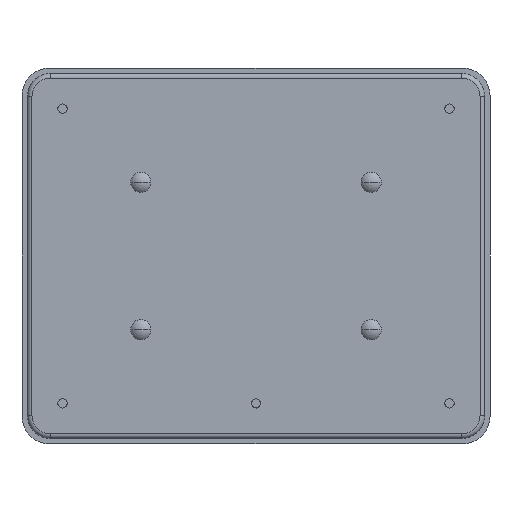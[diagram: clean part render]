
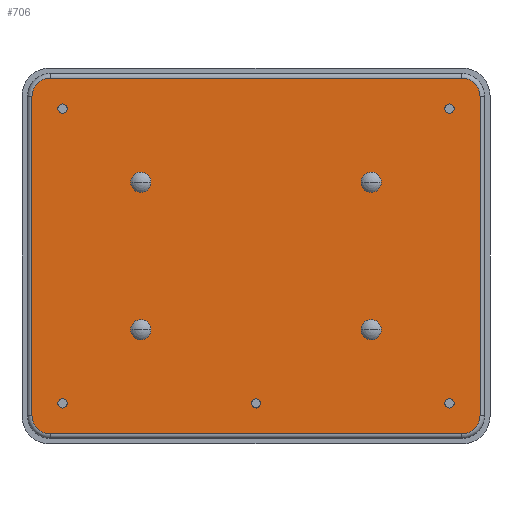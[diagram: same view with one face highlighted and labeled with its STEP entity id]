
A CAD part, front view. The second image highlights one B-rep face of the part: STEP entity #706.
In plain terms, the highlighted planar face has unit normal (0, -1, 0).
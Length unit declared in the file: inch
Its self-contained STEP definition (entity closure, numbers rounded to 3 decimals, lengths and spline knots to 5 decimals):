
#1=CARTESIAN_POINT('',(-0.87874,0.,0.68189));
#2=DIRECTION('',(0.,-1.,0.));
#3=DIRECTION('',(0.,0.,1.));
#4=AXIS2_PLACEMENT_3D('',#1,#2,#3);
#6=DIRECTION('',(-1.,0.,0.));
#7=VECTOR('',#6,1.75748);
#8=CARTESIAN_POINT('',(0.87874,0.,0.76063));
#9=LINE('',#8,#7);
#10=CARTESIAN_POINT('',(0.87874,0.,0.68189));
#11=DIRECTION('',(0.,-1.,0.));
#12=DIRECTION('',(1.,0.,0.));
#13=AXIS2_PLACEMENT_3D('',#10,#11,#12);
#15=DIRECTION('',(0.,0.,1.));
#16=VECTOR('',#15,1.36378);
#17=CARTESIAN_POINT('',(0.95748,0.,-0.68189));
#18=LINE('',#17,#16);
#19=CARTESIAN_POINT('',(0.87874,0.,-0.68189));
#20=DIRECTION('',(0.,-1.,0.));
#21=DIRECTION('',(0.,0.,-1.));
#22=AXIS2_PLACEMENT_3D('',#19,#20,#21);
#24=DIRECTION('',(1.,0.,0.));
#25=VECTOR('',#24,1.75748);
#26=CARTESIAN_POINT('',(-0.87874,0.,-0.76063));
#27=LINE('',#26,#25);
#28=CARTESIAN_POINT('',(-0.87874,0.,-0.68189));
#29=DIRECTION('',(0.,-1.,0.));
#30=DIRECTION('',(-1.,0.,0.));
#31=AXIS2_PLACEMENT_3D('',#28,#29,#30);
#33=DIRECTION('',(0.,0.,-1.));
#34=VECTOR('',#33,1.36378);
#35=CARTESIAN_POINT('',(-0.95748,0.,0.68189));
#36=LINE('',#35,#34);
#37=CARTESIAN_POINT('',(-0.49213,0.,-0.31496));
#38=DIRECTION('',(0.,-1.,0.));
#39=DIRECTION('',(-1.,0.,0.));
#40=AXIS2_PLACEMENT_3D('',#37,#38,#39);
#42=CARTESIAN_POINT('',(-0.49213,0.,-0.31496));
#43=DIRECTION('',(0.,-1.,0.));
#44=DIRECTION('',(1.,0.,0.));
#45=AXIS2_PLACEMENT_3D('',#42,#43,#44);
#47=CARTESIAN_POINT('',(-0.49213,0.,0.31496));
#48=DIRECTION('',(0.,1.,0.));
#49=DIRECTION('',(-1.,0.,0.));
#50=AXIS2_PLACEMENT_3D('',#47,#48,#49);
#52=CARTESIAN_POINT('',(-0.49213,0.,0.31496));
#53=DIRECTION('',(0.,1.,0.));
#54=DIRECTION('',(1.,0.,0.));
#55=AXIS2_PLACEMENT_3D('',#52,#53,#54);
#57=CARTESIAN_POINT('',(0.49213,0.,-0.31496));
#58=DIRECTION('',(0.,1.,0.));
#59=DIRECTION('',(1.,0.,0.));
#60=AXIS2_PLACEMENT_3D('',#57,#58,#59);
#62=CARTESIAN_POINT('',(0.49213,0.,-0.31496));
#63=DIRECTION('',(0.,1.,0.));
#64=DIRECTION('',(-1.,0.,0.));
#65=AXIS2_PLACEMENT_3D('',#62,#63,#64);
#67=CARTESIAN_POINT('',(0.49213,0.,0.31496));
#68=DIRECTION('',(0.,-1.,0.));
#69=DIRECTION('',(1.,0.,0.));
#70=AXIS2_PLACEMENT_3D('',#67,#68,#69);
#72=CARTESIAN_POINT('',(0.49213,0.,0.31496));
#73=DIRECTION('',(0.,-1.,0.));
#74=DIRECTION('',(-1.,0.,0.));
#75=AXIS2_PLACEMENT_3D('',#72,#73,#74);
#313=CARTESIAN_POINT('',(-0.82677,0.,-0.62992));
#314=DIRECTION('',(0.,1.,0.));
#315=DIRECTION('',(1.,0.,0.));
#316=AXIS2_PLACEMENT_3D('',#313,#314,#315);
#322=CARTESIAN_POINT('',(-0.82677,0.,-0.62992));
#323=DIRECTION('',(0.,1.,0.));
#324=DIRECTION('',(-1.,0.,0.));
#325=AXIS2_PLACEMENT_3D('',#322,#323,#324);
#341=CARTESIAN_POINT('',(-0.82677,0.,0.62992));
#342=DIRECTION('',(0.,1.,0.));
#343=DIRECTION('',(1.,0.,0.));
#344=AXIS2_PLACEMENT_3D('',#341,#342,#343);
#350=CARTESIAN_POINT('',(-0.82677,0.,0.62992));
#351=DIRECTION('',(0.,1.,0.));
#352=DIRECTION('',(-1.,0.,0.));
#353=AXIS2_PLACEMENT_3D('',#350,#351,#352);
#369=CARTESIAN_POINT('',(0.82677,0.,0.62992));
#370=DIRECTION('',(0.,1.,0.));
#371=DIRECTION('',(1.,0.,0.));
#372=AXIS2_PLACEMENT_3D('',#369,#370,#371);
#378=CARTESIAN_POINT('',(0.82677,0.,0.62992));
#379=DIRECTION('',(0.,1.,0.));
#380=DIRECTION('',(-1.,0.,0.));
#381=AXIS2_PLACEMENT_3D('',#378,#379,#380);
#397=CARTESIAN_POINT('',(0.,0.,-0.62992));
#398=DIRECTION('',(0.,1.,0.));
#399=DIRECTION('',(1.,0.,0.));
#400=AXIS2_PLACEMENT_3D('',#397,#398,#399);
#406=CARTESIAN_POINT('',(0.,0.,-0.62992));
#407=DIRECTION('',(0.,1.,0.));
#408=DIRECTION('',(-1.,0.,0.));
#409=AXIS2_PLACEMENT_3D('',#406,#407,#408);
#425=CARTESIAN_POINT('',(0.82677,0.,-0.62992));
#426=DIRECTION('',(0.,1.,0.));
#427=DIRECTION('',(1.,0.,0.));
#428=AXIS2_PLACEMENT_3D('',#425,#426,#427);
#434=CARTESIAN_POINT('',(0.82677,0.,-0.62992));
#435=DIRECTION('',(0.,1.,0.));
#436=DIRECTION('',(-1.,0.,0.));
#437=AXIS2_PLACEMENT_3D('',#434,#435,#436);
#493=CARTESIAN_POINT('',(-0.87874,0.,0.76063));
#494=CARTESIAN_POINT('',(-0.95748,0.,0.68189));
#495=VERTEX_POINT('',#493);
#496=VERTEX_POINT('',#494);
#497=CARTESIAN_POINT('',(-0.95748,0.,-0.68189));
#498=VERTEX_POINT('',#497);
#499=CARTESIAN_POINT('',(-0.87874,0.,-0.76063));
#500=VERTEX_POINT('',#499);
#501=CARTESIAN_POINT('',(0.87874,0.,-0.76063));
#502=VERTEX_POINT('',#501);
#503=CARTESIAN_POINT('',(0.95748,0.,-0.68189));
#504=VERTEX_POINT('',#503);
#505=CARTESIAN_POINT('',(0.95748,0.,0.68189));
#506=VERTEX_POINT('',#505);
#507=CARTESIAN_POINT('',(0.87874,0.,0.76063));
#508=VERTEX_POINT('',#507);
#509=CARTESIAN_POINT('',(-0.53543,0.,-0.31496));
#510=CARTESIAN_POINT('',(-0.44882,0.,-0.31496));
#511=VERTEX_POINT('',#509);
#512=VERTEX_POINT('',#510);
#516=CARTESIAN_POINT('',(-0.53543,0.,0.31496));
#518=VERTEX_POINT('',#516);
#519=CARTESIAN_POINT('',(-0.44882,0.,0.31496));
#520=VERTEX_POINT('',#519);
#522=CARTESIAN_POINT('',(0.53543,0.,-0.31496));
#524=VERTEX_POINT('',#522);
#525=CARTESIAN_POINT('',(0.44882,0.,-0.31496));
#526=VERTEX_POINT('',#525);
#528=CARTESIAN_POINT('',(0.53543,0.,0.31496));
#530=VERTEX_POINT('',#528);
#531=CARTESIAN_POINT('',(0.44882,0.,0.31496));
#532=VERTEX_POINT('',#531);
#593=CARTESIAN_POINT('',(0.01969,0.,-0.62992));
#594=CARTESIAN_POINT('',(-0.01969,0.,-0.62992));
#595=VERTEX_POINT('',#593);
#596=VERTEX_POINT('',#594);
#597=CARTESIAN_POINT('',(-0.80709,0.,-0.62992));
#598=CARTESIAN_POINT('',(-0.84646,0.,-0.62992));
#599=VERTEX_POINT('',#597);
#600=VERTEX_POINT('',#598);
#601=CARTESIAN_POINT('',(0.84646,0.,-0.62992));
#602=CARTESIAN_POINT('',(0.80709,0.,-0.62992));
#603=VERTEX_POINT('',#601);
#604=VERTEX_POINT('',#602);
#605=CARTESIAN_POINT('',(0.84646,0.,0.62992));
#606=CARTESIAN_POINT('',(0.80709,0.,0.62992));
#607=VERTEX_POINT('',#605);
#608=VERTEX_POINT('',#606);
#609=CARTESIAN_POINT('',(-0.80709,0.,0.62992));
#610=CARTESIAN_POINT('',(-0.84646,0.,0.62992));
#611=VERTEX_POINT('',#609);
#612=VERTEX_POINT('',#610);
#629=CARTESIAN_POINT('',(0.,0.,0.));
#630=DIRECTION('',(0.,1.,0.));
#631=DIRECTION('',(1.,0.,0.));
#632=AXIS2_PLACEMENT_3D('',#629,#630,#631);
#633=PLANE('',#632);
#635=ORIENTED_EDGE('',*,*,#634,.F.);
#637=ORIENTED_EDGE('',*,*,#636,.F.);
#639=ORIENTED_EDGE('',*,*,#638,.F.);
#641=ORIENTED_EDGE('',*,*,#640,.F.);
#643=ORIENTED_EDGE('',*,*,#642,.F.);
#645=ORIENTED_EDGE('',*,*,#644,.F.);
#647=ORIENTED_EDGE('',*,*,#646,.F.);
#649=ORIENTED_EDGE('',*,*,#648,.F.);
#650=EDGE_LOOP('',(#635,#637,#639,#641,#643,#645,#647,#649));
#651=FACE_OUTER_BOUND('',#650,.F.);
#653=ORIENTED_EDGE('',*,*,#652,.F.);
#655=ORIENTED_EDGE('',*,*,#654,.F.);
#656=EDGE_LOOP('',(#653,#655));
#657=FACE_BOUND('',#656,.F.);
#659=ORIENTED_EDGE('',*,*,#658,.F.);
#661=ORIENTED_EDGE('',*,*,#660,.F.);
#662=EDGE_LOOP('',(#659,#661));
#663=FACE_BOUND('',#662,.F.);
#665=ORIENTED_EDGE('',*,*,#664,.F.);
#667=ORIENTED_EDGE('',*,*,#666,.F.);
#668=EDGE_LOOP('',(#665,#667));
#669=FACE_BOUND('',#668,.F.);
#671=ORIENTED_EDGE('',*,*,#670,.F.);
#673=ORIENTED_EDGE('',*,*,#672,.F.);
#674=EDGE_LOOP('',(#671,#673));
#675=FACE_BOUND('',#674,.F.);
#677=ORIENTED_EDGE('',*,*,#676,.F.);
#679=ORIENTED_EDGE('',*,*,#678,.F.);
#680=EDGE_LOOP('',(#677,#679));
#681=FACE_BOUND('',#680,.F.);
#683=ORIENTED_EDGE('',*,*,#682,.T.);
#685=ORIENTED_EDGE('',*,*,#684,.T.);
#686=EDGE_LOOP('',(#683,#685));
#687=FACE_BOUND('',#686,.F.);
#689=ORIENTED_EDGE('',*,*,#688,.F.);
#691=ORIENTED_EDGE('',*,*,#690,.F.);
#692=EDGE_LOOP('',(#689,#691));
#693=FACE_BOUND('',#692,.F.);
#695=ORIENTED_EDGE('',*,*,#694,.F.);
#697=ORIENTED_EDGE('',*,*,#696,.F.);
#698=EDGE_LOOP('',(#695,#697));
#699=FACE_BOUND('',#698,.F.);
#701=ORIENTED_EDGE('',*,*,#700,.T.);
#703=ORIENTED_EDGE('',*,*,#702,.T.);
#704=EDGE_LOOP('',(#701,#703));
#705=FACE_BOUND('',#704,.F.);
#706=ADVANCED_FACE('',(#651,#657,#663,#669,#675,#681,#687,#693,#699,#705),#633,
.F.);
#5=CIRCLE('',#4,0.07874);
#14=CIRCLE('',#13,0.07874);
#23=CIRCLE('',#22,0.07874);
#32=CIRCLE('',#31,0.07874);
#41=CIRCLE('',#40,0.04331);
#46=CIRCLE('',#45,0.04331);
#51=CIRCLE('',#50,0.04331);
#56=CIRCLE('',#55,0.04331);
#61=CIRCLE('',#60,0.04331);
#66=CIRCLE('',#65,0.04331);
#71=CIRCLE('',#70,0.04331);
#76=CIRCLE('',#75,0.04331);
#317=CIRCLE('',#316,0.01969);
#326=CIRCLE('',#325,0.01969);
#345=CIRCLE('',#344,0.01969);
#354=CIRCLE('',#353,0.01969);
#373=CIRCLE('',#372,0.01969);
#382=CIRCLE('',#381,0.01969);
#401=CIRCLE('',#400,0.01969);
#410=CIRCLE('',#409,0.01969);
#429=CIRCLE('',#428,0.01969);
#438=CIRCLE('',#437,0.01969);
#634=EDGE_CURVE('',#495,#496,#5,.T.);
#636=EDGE_CURVE('',#508,#495,#9,.T.);
#638=EDGE_CURVE('',#506,#508,#14,.T.);
#640=EDGE_CURVE('',#504,#506,#18,.T.);
#642=EDGE_CURVE('',#502,#504,#23,.T.);
#644=EDGE_CURVE('',#500,#502,#27,.T.);
#646=EDGE_CURVE('',#498,#500,#32,.T.);
#648=EDGE_CURVE('',#496,#498,#36,.T.);
#652=EDGE_CURVE('',#599,#600,#317,.T.);
#654=EDGE_CURVE('',#600,#599,#326,.T.);
#658=EDGE_CURVE('',#611,#612,#345,.T.);
#660=EDGE_CURVE('',#612,#611,#354,.T.);
#664=EDGE_CURVE('',#607,#608,#373,.T.);
#666=EDGE_CURVE('',#608,#607,#382,.T.);
#670=EDGE_CURVE('',#595,#596,#401,.T.);
#672=EDGE_CURVE('',#596,#595,#410,.T.);
#676=EDGE_CURVE('',#603,#604,#429,.T.);
#678=EDGE_CURVE('',#604,#603,#438,.T.);
#682=EDGE_CURVE('',#511,#512,#41,.T.);
#684=EDGE_CURVE('',#512,#511,#46,.T.);
#688=EDGE_CURVE('',#518,#520,#51,.T.);
#690=EDGE_CURVE('',#520,#518,#56,.T.);
#694=EDGE_CURVE('',#524,#526,#61,.T.);
#696=EDGE_CURVE('',#526,#524,#66,.T.);
#700=EDGE_CURVE('',#530,#532,#71,.T.);
#702=EDGE_CURVE('',#532,#530,#76,.T.);
